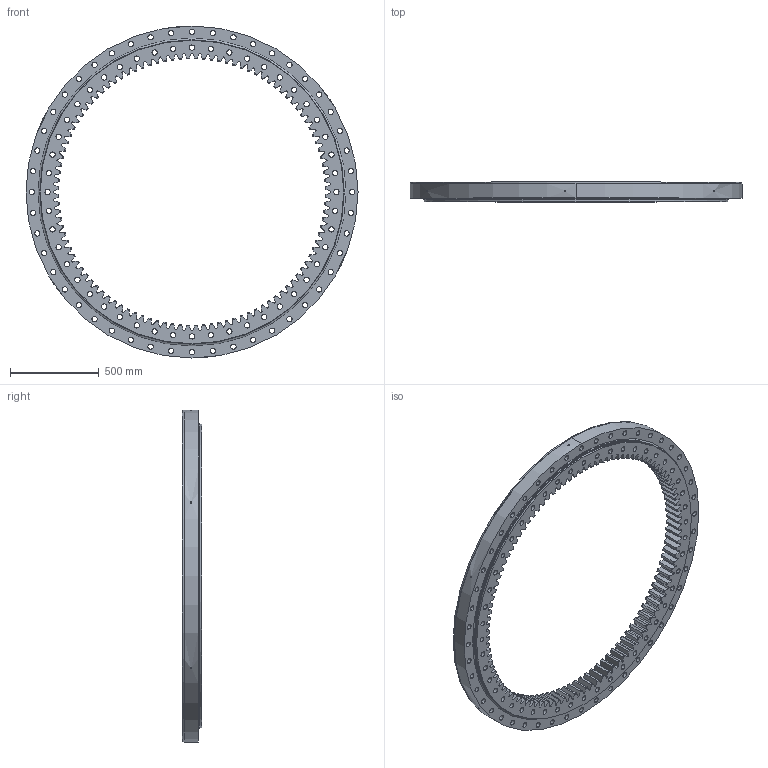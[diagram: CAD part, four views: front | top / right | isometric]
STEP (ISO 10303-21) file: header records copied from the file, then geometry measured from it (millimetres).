
FILE_DESCRIPTION (( 'STEP AP203' ), '1' );
FILE_NAME ('02-1715-00.STEP', '2017-12-26T13:47:16', ( 'defontaine' ), ( 'Hewlett-Packard Company' ), 'SwSTEP 2.0', 'SolidWorks 2016', '' );
FILE_SCHEMA (( 'CONFIG_CONTROL_DESIGN' ));
Length unit declared in the file: millimetre
Products named in the file (1): 02-1715-00
Bounding box: 1870 x 110 x 1870 mm (x, y, z)
Volume: 70785820.1 mm3; surface area: 5704622.6 mm2
Topology: 5 solids, 5 shells, 913 faces, 2680 edges, 1781 vertices
Faces by surface type: cylinder 439, plane 230, cone 224, torus 18, sphere 2
Entity records: 32414 total; most frequent: CARTESIAN_POINT 7455, ORIENTED_EDGE 5350, DIRECTION 5171, EDGE_CURVE 2675, AXIS2_PLACEMENT_3D 2038, VERTEX_POINT 1778, EDGE_LOOP 1131, CIRCLE 1124
